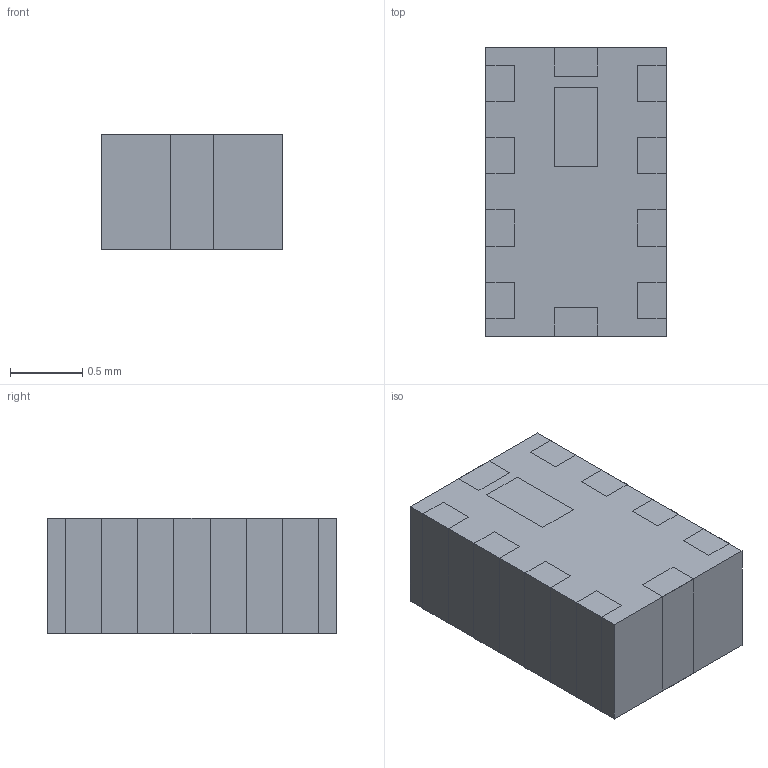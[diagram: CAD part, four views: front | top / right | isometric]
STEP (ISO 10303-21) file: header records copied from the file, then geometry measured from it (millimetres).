
FILE_DESCRIPTION(('STEP AP214'),'1');
FILE_NAME('FM2012-L0900SB.step','2020-08-20T06:44:49',(' '),('ANSOFT Corporation'),'Spatial InterOp 3D',' ',' ');
FILE_SCHEMA(('AUTOMOTIVE_DESIGN { 1 0 10303 214 1 1 1 1 }'));
Length unit declared in the file: millimetre
Products named in the file (1): Ceramic
Bounding box: 1.25 x 2 x 0.8 mm (x, y, z)
Volume: 2 mm3; surface area: 13.5 mm2
Topology: 1 solids, 32 shells, 37 faces, 136 edges, 132 vertices
Faces by surface type: plane 37
Entity records: 1748 total; most frequent: CARTESIAN_POINT 308, DIRECTION 216, ORIENTED_EDGE 148, EDGE_CURVE 136, LINE 136, VECTOR 136, VERTEX_POINT 132, STYLED_ITEM 40
